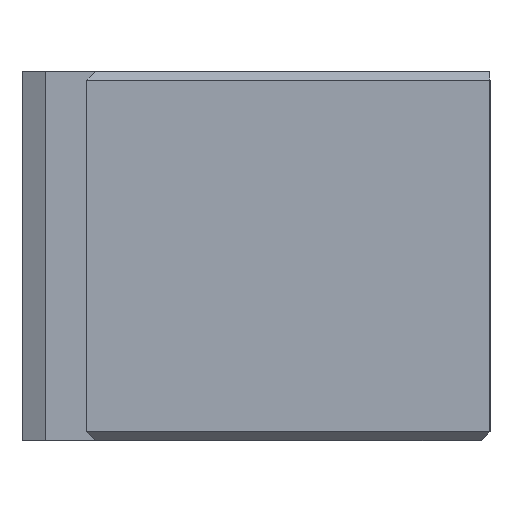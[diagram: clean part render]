
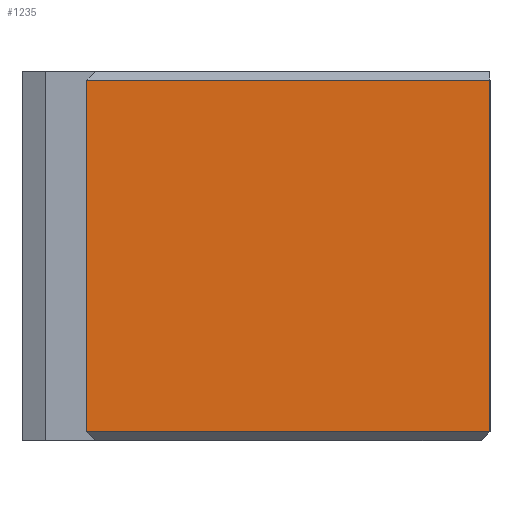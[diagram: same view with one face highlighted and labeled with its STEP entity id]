
A CAD part, left-side view. The second image highlights one B-rep face of the part: STEP entity #1235.
In plain terms, the highlighted planar face has unit normal (-1, 0, 0).
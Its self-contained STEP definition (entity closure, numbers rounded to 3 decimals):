
#82=FACE_OUTER_BOUND('',#152,.T.);
#152=EDGE_LOOP('',(#1021,#1022,#1023,#1024));
#180=LINE('',#1693,#342);
#247=LINE('',#1835,#409);
#249=LINE('',#1839,#411);
#305=LINE('',#1956,#467);
#342=VECTOR('',#1364,10.);
#409=VECTOR('',#1473,10.);
#411=VECTOR('',#1477,10.);
#467=VECTOR('',#1583,10.);
#498=VERTEX_POINT('',#1680);
#503=VERTEX_POINT('',#1691);
#557=VERTEX_POINT('',#1834);
#558=VERTEX_POINT('',#1838);
#610=EDGE_CURVE('',#503,#498,#180,.T.);
#681=EDGE_CURVE('',#498,#557,#247,.T.);
#683=EDGE_CURVE('',#558,#557,#249,.T.);
#743=EDGE_CURVE('',#558,#503,#305,.T.);
#1021=ORIENTED_EDGE('',*,*,#681,.F.);
#1022=ORIENTED_EDGE('',*,*,#610,.F.);
#1023=ORIENTED_EDGE('',*,*,#743,.F.);
#1024=ORIENTED_EDGE('',*,*,#683,.T.);
#1169=PLANE('',#1327);
#1235=ADVANCED_FACE('',(#82),#1169,.T.);
#1327=AXIS2_PLACEMENT_3D('',#1976,#1607,#1608);
#1364=DIRECTION('',(0.,0.,1.));
#1473=DIRECTION('',(0.,-1.,0.));
#1477=DIRECTION('',(0.,0.,1.));
#1583=DIRECTION('',(0.,1.,0.));
#1607=DIRECTION('center_axis',(-1.,0.,0.));
#1608=DIRECTION('ref_axis',(0.,-1.,0.));
#1680=CARTESIAN_POINT('',(0.,0.,13.1));
#1691=CARTESIAN_POINT('',(0.,0.,-2.6));
#1693=CARTESIAN_POINT('',(0.,0.,0.));
#1834=CARTESIAN_POINT('',(0.,-18.,13.1));
#1835=CARTESIAN_POINT('',(0.,-3.777,13.1));
#1838=CARTESIAN_POINT('',(0.,-18.,-2.6));
#1839=CARTESIAN_POINT('',(0.,-18.,0.));
#1956=CARTESIAN_POINT('',(0.,-3.777,-2.6));
#1976=CARTESIAN_POINT('Origin',(0.,0.,0.));
